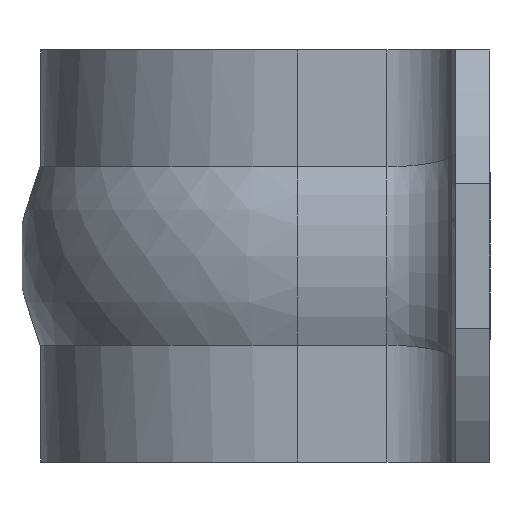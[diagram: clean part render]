
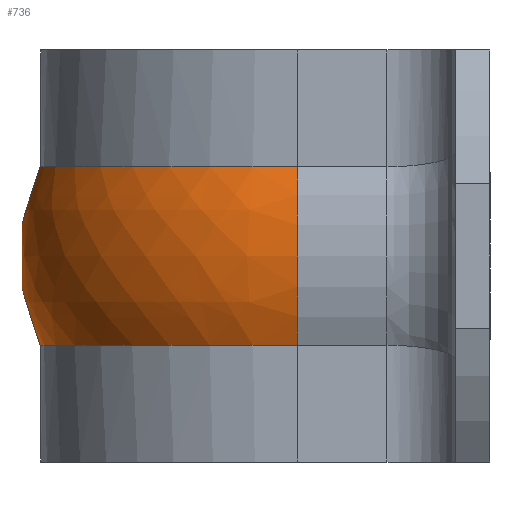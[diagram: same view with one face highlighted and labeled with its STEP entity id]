
A CAD part, left-side view. The second image highlights one B-rep face of the part: STEP entity #736.
In plain terms, the highlighted free-form (B-spline) face has degree [2, 2] with [3, 5] control points.
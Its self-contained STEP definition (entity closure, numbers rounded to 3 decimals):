
#18=(
BOUNDED_SURFACE()
B_SPLINE_SURFACE(2,2,((#1447,#1448,#1449,#1450,#1451),(#1452,#1453,#1454,
#1455,#1456),(#1457,#1458,#1459,#1460,#1461)),.UNSPECIFIED.,.F.,.F.,.F.)
B_SPLINE_SURFACE_WITH_KNOTS((3,3),(3,2,3),(-0.454,0.454),
(0.,1.571,3.142),.UNSPECIFIED.)
GEOMETRIC_REPRESENTATION_ITEM()
RATIONAL_B_SPLINE_SURFACE(((1.,0.707,1.,0.707,1.),
(0.899,0.636,0.899,0.636,
0.899),(1.,0.707,1.,0.707,1.)))
REPRESENTATION_ITEM('')
SURFACE()
);
#80=FACE_OUTER_BOUND('',#125,.T.);
#125=EDGE_LOOP('',(#660,#661,#662,#663));
#134=CIRCLE('',#774,7.5);
#140=CIRCLE('',#784,7.5);
#162=CIRCLE('',#825,5.933);
#166=CIRCLE('',#834,5.933);
#303=VERTEX_POINT('',#1126);
#308=VERTEX_POINT('',#1142);
#319=VERTEX_POINT('',#1172);
#320=VERTEX_POINT('',#1174);
#378=EDGE_CURVE('',#303,#308,#134,.T.);
#393=EDGE_CURVE('',#319,#320,#140,.T.);
#439=EDGE_CURVE('',#319,#303,#162,.T.);
#452=EDGE_CURVE('',#320,#308,#166,.T.);
#660=ORIENTED_EDGE('',*,*,#439,.T.);
#661=ORIENTED_EDGE('',*,*,#378,.T.);
#662=ORIENTED_EDGE('',*,*,#452,.F.);
#663=ORIENTED_EDGE('',*,*,#393,.F.);
#736=ADVANCED_FACE('',(#80),#18,.F.);
#774=AXIS2_PLACEMENT_3D('',#1144,#881,#882);
#784=AXIS2_PLACEMENT_3D('',#1175,#910,#911);
#825=AXIS2_PLACEMENT_3D('',#1381,#1014,#1015);
#834=AXIS2_PLACEMENT_3D('',#1431,#1039,#1040);
#881=DIRECTION('center_axis',(0.,0.,1.));
#882=DIRECTION('ref_axis',(1.,0.,0.));
#910=DIRECTION('center_axis',(0.,0.,1.));
#911=DIRECTION('ref_axis',(1.,0.,0.));
#1014=DIRECTION('center_axis',(0.,1.,0.));
#1015=DIRECTION('ref_axis',(0.899,0.,-0.438));
#1039=DIRECTION('center_axis',(0.,-1.,0.));
#1040=DIRECTION('ref_axis',(-0.899,0.,-0.438));
#1126=CARTESIAN_POINT('',(7.5,-7.5,-2.6));
#1142=CARTESIAN_POINT('',(-7.5,-7.5,-2.6));
#1144=CARTESIAN_POINT('Origin',(0.,-7.5,-2.6));
#1172=CARTESIAN_POINT('',(7.5,-7.5,2.6));
#1174=CARTESIAN_POINT('',(-7.5,-7.5,2.6));
#1175=CARTESIAN_POINT('Origin',(0.,-7.5,2.6));
#1381=CARTESIAN_POINT('Origin',(2.167,-7.5,0.));
#1431=CARTESIAN_POINT('Origin',(-2.167,-7.5,0.));
#1447=CARTESIAN_POINT('Ctrl Pts',(7.5,-7.5,-2.6));
#1448=CARTESIAN_POINT('Ctrl Pts',(7.5,0.,-2.6));
#1449=CARTESIAN_POINT('Ctrl Pts',(0.,0.,
-2.6));
#1450=CARTESIAN_POINT('Ctrl Pts',(-7.5,0.,-2.6));
#1451=CARTESIAN_POINT('Ctrl Pts',(-7.5,-7.5,-2.6));
#1452=CARTESIAN_POINT('Ctrl Pts',(8.768,-7.5,0.));
#1453=CARTESIAN_POINT('Ctrl Pts',(8.768,1.268,0.));
#1454=CARTESIAN_POINT('Ctrl Pts',(0.,1.268,0.));
#1455=CARTESIAN_POINT('Ctrl Pts',(-8.768,1.268,0.));
#1456=CARTESIAN_POINT('Ctrl Pts',(-8.768,-7.5,0.));
#1457=CARTESIAN_POINT('Ctrl Pts',(7.5,-7.5,2.6));
#1458=CARTESIAN_POINT('Ctrl Pts',(7.5,0.,2.6));
#1459=CARTESIAN_POINT('Ctrl Pts',(0.,0.,
2.6));
#1460=CARTESIAN_POINT('Ctrl Pts',(-7.5,0.,2.6));
#1461=CARTESIAN_POINT('Ctrl Pts',(-7.5,-7.5,2.6));
